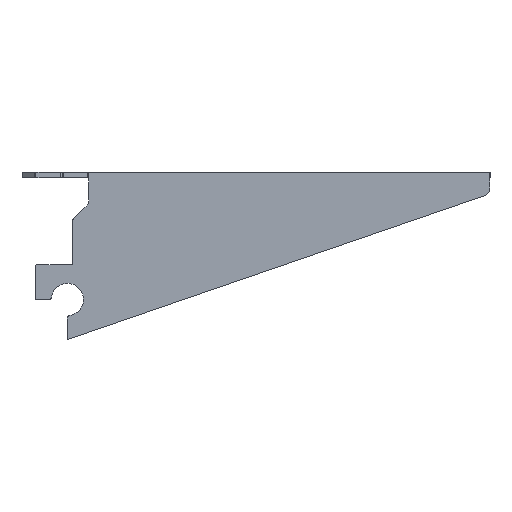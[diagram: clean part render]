
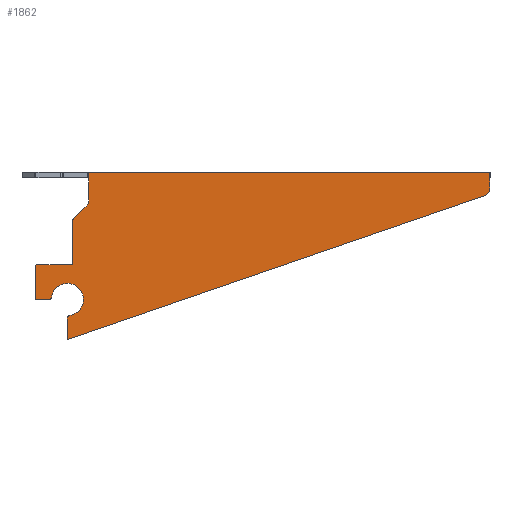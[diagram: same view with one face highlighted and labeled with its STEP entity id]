
A CAD part, front view. The second image highlights one B-rep face of the part: STEP entity #1862.
In plain terms, the highlighted planar face has unit normal (0, -1, 0).
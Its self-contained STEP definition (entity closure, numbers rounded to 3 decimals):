
#71=FACE_OUTER_BOUND('',#175,.T.);
#175=EDGE_LOOP('',(#1324,#1325,#1326,#1327,#1328,#1329,#1330,#1331,#1332,
#1333,#1334,#1335,#1336,#1337,#1338,#1339,#1340,#1341,#1342,#1343,#1344));
#324=CIRCLE('',#2040,1.);
#325=CIRCLE('',#2041,1.);
#326=CIRCLE('',#2042,0.5);
#327=CIRCLE('',#2043,0.5);
#328=CIRCLE('',#2044,0.5);
#329=CIRCLE('',#2045,1.);
#330=CIRCLE('',#2046,6.);
#331=CIRCLE('',#2047,1.);
#332=CIRCLE('',#2048,3.);
#352=LINE('',#2720,#542);
#427=LINE('',#2981,#617);
#428=LINE('',#2985,#618);
#429=LINE('',#2989,#619);
#430=LINE('',#2993,#620);
#431=LINE('',#2997,#621);
#432=LINE('',#3005,#622);
#433=LINE('',#3007,#623);
#434=LINE('',#3011,#624);
#435=LINE('',#3012,#625);
#436=LINE('',#3014,#626);
#437=LINE('',#3015,#627);
#542=VECTOR('',#2174,10.);
#617=VECTOR('',#2369,10.);
#618=VECTOR('',#2372,10.);
#619=VECTOR('',#2375,10.);
#620=VECTOR('',#2378,10.);
#621=VECTOR('',#2381,10.);
#622=VECTOR('',#2388,10.);
#623=VECTOR('',#2389,10.);
#624=VECTOR('',#2392,10.);
#625=VECTOR('',#2393,10.);
#626=VECTOR('',#2394,10.);
#627=VECTOR('',#2395,10.);
#740=VERTEX_POINT('',#2717);
#741=VERTEX_POINT('',#2719);
#865=VERTEX_POINT('',#2977);
#866=VERTEX_POINT('',#2978);
#867=VERTEX_POINT('',#2980);
#868=VERTEX_POINT('',#2982);
#869=VERTEX_POINT('',#2984);
#870=VERTEX_POINT('',#2986);
#871=VERTEX_POINT('',#2988);
#872=VERTEX_POINT('',#2990);
#873=VERTEX_POINT('',#2992);
#874=VERTEX_POINT('',#2994);
#875=VERTEX_POINT('',#2996);
#876=VERTEX_POINT('',#2998);
#877=VERTEX_POINT('',#3000);
#878=VERTEX_POINT('',#3002);
#879=VERTEX_POINT('',#3004);
#880=VERTEX_POINT('',#3006);
#881=VERTEX_POINT('',#3008);
#882=VERTEX_POINT('',#3010);
#883=VERTEX_POINT('',#3013);
#920=EDGE_CURVE('',#740,#741,#352,.T.);
#1049=EDGE_CURVE('',#865,#866,#324,.T.);
#1050=EDGE_CURVE('',#867,#865,#427,.T.);
#1051=EDGE_CURVE('',#868,#867,#325,.T.);
#1052=EDGE_CURVE('',#869,#868,#428,.T.);
#1053=EDGE_CURVE('',#870,#869,#326,.T.);
#1054=EDGE_CURVE('',#871,#870,#429,.T.);
#1055=EDGE_CURVE('',#872,#871,#327,.T.);
#1056=EDGE_CURVE('',#873,#872,#430,.T.);
#1057=EDGE_CURVE('',#874,#873,#328,.T.);
#1058=EDGE_CURVE('',#875,#874,#431,.T.);
#1059=EDGE_CURVE('',#876,#875,#329,.T.);
#1060=EDGE_CURVE('',#877,#876,#330,.T.);
#1061=EDGE_CURVE('',#878,#877,#331,.T.);
#1062=EDGE_CURVE('',#879,#878,#432,.T.);
#1063=EDGE_CURVE('',#880,#879,#433,.T.);
#1064=EDGE_CURVE('',#881,#880,#332,.T.);
#1065=EDGE_CURVE('',#882,#881,#434,.T.);
#1066=EDGE_CURVE('',#741,#882,#435,.T.);
#1067=EDGE_CURVE('',#883,#740,#436,.T.);
#1068=EDGE_CURVE('',#866,#883,#437,.T.);
#1324=ORIENTED_EDGE('',*,*,#1049,.F.);
#1325=ORIENTED_EDGE('',*,*,#1050,.F.);
#1326=ORIENTED_EDGE('',*,*,#1051,.F.);
#1327=ORIENTED_EDGE('',*,*,#1052,.F.);
#1328=ORIENTED_EDGE('',*,*,#1053,.F.);
#1329=ORIENTED_EDGE('',*,*,#1054,.F.);
#1330=ORIENTED_EDGE('',*,*,#1055,.F.);
#1331=ORIENTED_EDGE('',*,*,#1056,.F.);
#1332=ORIENTED_EDGE('',*,*,#1057,.F.);
#1333=ORIENTED_EDGE('',*,*,#1058,.F.);
#1334=ORIENTED_EDGE('',*,*,#1059,.F.);
#1335=ORIENTED_EDGE('',*,*,#1060,.F.);
#1336=ORIENTED_EDGE('',*,*,#1061,.F.);
#1337=ORIENTED_EDGE('',*,*,#1062,.F.);
#1338=ORIENTED_EDGE('',*,*,#1063,.F.);
#1339=ORIENTED_EDGE('',*,*,#1064,.F.);
#1340=ORIENTED_EDGE('',*,*,#1065,.F.);
#1341=ORIENTED_EDGE('',*,*,#1066,.F.);
#1342=ORIENTED_EDGE('',*,*,#920,.F.);
#1343=ORIENTED_EDGE('',*,*,#1067,.F.);
#1344=ORIENTED_EDGE('',*,*,#1068,.F.);
#1717=PLANE('',#2039);
#1862=ADVANCED_FACE('',(#71),#1717,.T.);
#2039=AXIS2_PLACEMENT_3D('',#2976,#2365,#2366);
#2040=AXIS2_PLACEMENT_3D('',#2979,#2367,#2368);
#2041=AXIS2_PLACEMENT_3D('',#2983,#2370,#2371);
#2042=AXIS2_PLACEMENT_3D('',#2987,#2373,#2374);
#2043=AXIS2_PLACEMENT_3D('',#2991,#2376,#2377);
#2044=AXIS2_PLACEMENT_3D('',#2995,#2379,#2380);
#2045=AXIS2_PLACEMENT_3D('',#2999,#2382,#2383);
#2046=AXIS2_PLACEMENT_3D('',#3001,#2384,#2385);
#2047=AXIS2_PLACEMENT_3D('',#3003,#2386,#2387);
#2048=AXIS2_PLACEMENT_3D('',#3009,#2390,#2391);
#2174=DIRECTION('',(1.,0.,0.));
#2365=DIRECTION('center_axis',(0.,-1.,0.));
#2366=DIRECTION('ref_axis',(1.,0.,0.));
#2367=DIRECTION('center_axis',(0.,-1.,0.));
#2368=DIRECTION('ref_axis',(0.707,0.,-0.707));
#2369=DIRECTION('',(0.707,0.,0.707));
#2370=DIRECTION('center_axis',(0.,1.,0.));
#2371=DIRECTION('ref_axis',(0.707,0.,-0.707));
#2372=DIRECTION('',(0.,0.,1.));
#2373=DIRECTION('center_axis',(0.,-1.,0.));
#2374=DIRECTION('ref_axis',(0.,0.,-1.));
#2375=DIRECTION('',(1.,0.,0.));
#2376=DIRECTION('center_axis',(0.,1.,0.));
#2377=DIRECTION('ref_axis',(0.,0.,-1.));
#2378=DIRECTION('',(0.,0.,1.));
#2379=DIRECTION('center_axis',(0.,1.,0.));
#2380=DIRECTION('ref_axis',(1.,0.,0.));
#2381=DIRECTION('',(-1.,0.,0.));
#2382=DIRECTION('center_axis',(0.,1.,0.));
#2383=DIRECTION('ref_axis',(0.,0.,1.));
#2384=DIRECTION('center_axis',(0.,-1.,0.));
#2385=DIRECTION('ref_axis',(0.143,0.,-0.99));
#2386=DIRECTION('center_axis',(0.,1.,0.));
#2387=DIRECTION('ref_axis',(0.143,0.,-0.99));
#2388=DIRECTION('',(0.,0.,1.));
#2389=DIRECTION('',(-0.945,0.,-0.326));
#2390=DIRECTION('center_axis',(0.,1.,0.));
#2391=DIRECTION('ref_axis',(0.814,0.,-0.58));
#2392=DIRECTION('',(0.,0.,-1.));
#2393=DIRECTION('',(0.,0.,-1.));
#2394=DIRECTION('',(0.,0.,1.));
#2395=DIRECTION('',(0.,0.,1.));
#2717=CARTESIAN_POINT('',(25.,-17.978,2.));
#2719=CARTESIAN_POINT('',(175.,-17.978,2.));
#2720=CARTESIAN_POINT('',(63.248,-17.978,2.));
#2976=CARTESIAN_POINT('Origin',(63.248,-17.978,16.502));
#2977=CARTESIAN_POINT('',(24.707,-17.978,-9.791));
#2978=CARTESIAN_POINT('',(25.,-17.978,-9.084));
#2979=CARTESIAN_POINT('Origin',(24.,-17.978,-9.084));
#2980=CARTESIAN_POINT('',(19.293,-17.978,-15.205));
#2981=CARTESIAN_POINT('',(19.293,-17.978,-15.205));
#2982=CARTESIAN_POINT('',(19.,-17.978,-15.912));
#2983=CARTESIAN_POINT('Origin',(20.,-17.978,-15.912));
#2984=CARTESIAN_POINT('',(19.,-17.978,-31.998));
#2985=CARTESIAN_POINT('',(19.,-17.978,-31.998));
#2986=CARTESIAN_POINT('',(18.5,-17.978,-32.498));
#2987=CARTESIAN_POINT('Origin',(18.5,-17.978,-31.998));
#2988=CARTESIAN_POINT('',(5.5,-17.978,-32.498));
#2989=CARTESIAN_POINT('',(5.5,-17.978,-32.498));
#2990=CARTESIAN_POINT('',(5.,-17.978,-32.998));
#2991=CARTESIAN_POINT('Origin',(5.5,-17.978,-32.998));
#2992=CARTESIAN_POINT('',(5.,-17.978,-44.998));
#2993=CARTESIAN_POINT('',(5.,-17.978,-44.998));
#2994=CARTESIAN_POINT('',(5.5,-17.978,-45.498));
#2995=CARTESIAN_POINT('Origin',(5.5,-17.978,-44.998));
#2996=CARTESIAN_POINT('',(10.072,-17.978,-45.498));
#2997=CARTESIAN_POINT('',(10.072,-17.978,-45.498));
#2998=CARTESIAN_POINT('',(11.062,-17.978,-44.641));
#2999=CARTESIAN_POINT('Origin',(10.072,-17.978,-44.498));
#3000=CARTESIAN_POINT('',(17.857,-17.978,-51.437));
#3001=CARTESIAN_POINT('Origin',(17.,-17.978,-45.498));
#3002=CARTESIAN_POINT('',(17.,-17.978,-52.426));
#3003=CARTESIAN_POINT('Origin',(18.,-17.978,-52.426));
#3004=CARTESIAN_POINT('',(17.,-17.978,-60.498));
#3005=CARTESIAN_POINT('',(17.,-17.978,-60.498));
#3006=CARTESIAN_POINT('',(172.978,-17.978,-6.695));
#3007=CARTESIAN_POINT('',(175.,-17.978,-5.998));
#3008=CARTESIAN_POINT('',(175.,-17.978,-3.859));
#3009=CARTESIAN_POINT('Origin',(172.,-17.978,-3.859));
#3010=CARTESIAN_POINT('',(175.,-17.978,-2.));
#3011=CARTESIAN_POINT('',(175.,-17.978,16.502));
#3012=CARTESIAN_POINT('',(175.,-17.978,11.001));
#3013=CARTESIAN_POINT('',(25.,-17.978,-2.));
#3014=CARTESIAN_POINT('',(25.,-17.978,7.251));
#3015=CARTESIAN_POINT('',(25.,-17.978,-9.084));
